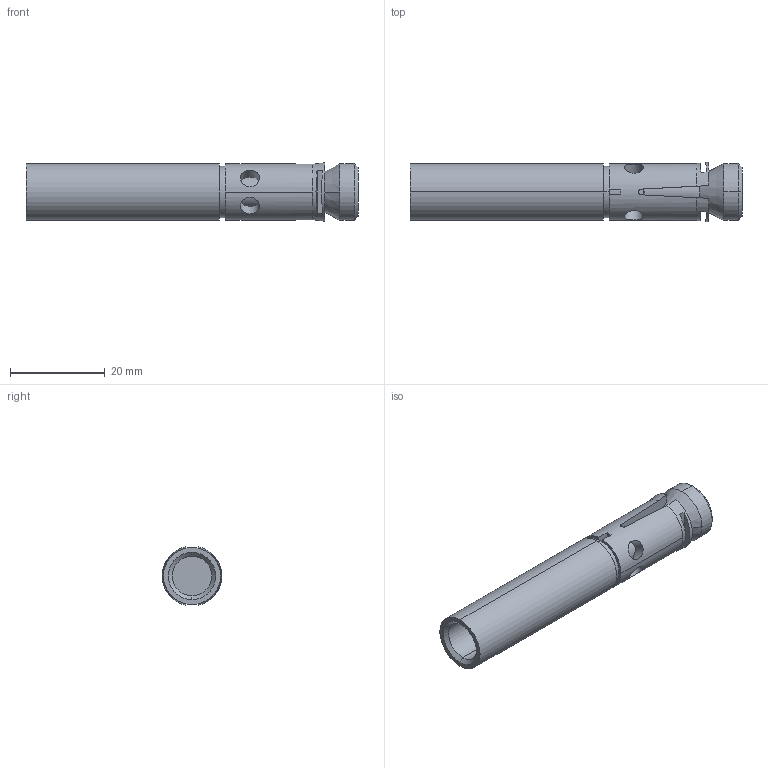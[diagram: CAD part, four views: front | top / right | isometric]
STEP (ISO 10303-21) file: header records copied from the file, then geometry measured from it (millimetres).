
FILE_DESCRIPTION (( 'STEP AP214' ), '1' );
FILE_NAME ('Q5_08-FAZ-IG-M10-70_S.STEP', '2022-01-19T12:20:44', ( '' ), ( '' ), 'SwSTEP 2.0', 'SolidWorks 2019', '' );
FILE_SCHEMA (( 'AUTOMOTIVE_DESIGN' ));
Length unit declared in the file: millimetre
Products named in the file (1): Q5_08-FAZ-IG-M10-70_S
Bounding box: 70 x 12.6 x 12.31 mm (x, y, z)
Volume: 6129.9 mm3; surface area: 3949.3 mm2
Topology: 1 solids, 1 shells, 68 faces, 188 edges, 126 vertices
Faces by surface type: plane 32, cylinder 28, cone 8
Entity records: 3204 total; most frequent: CARTESIAN_POINT 885, ORIENTED_EDGE 376, DIRECTION 318, EDGE_CURVE 188, AXIS2_PLACEMENT_3D 129, VERTEX_POINT 126, EDGE_LOOP 76, ADVANCED_FACE 68
